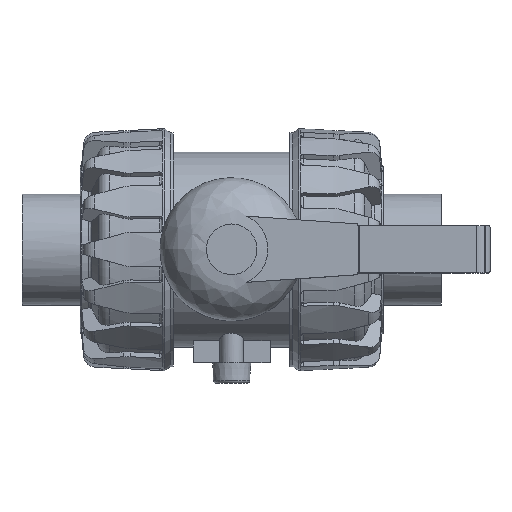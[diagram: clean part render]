
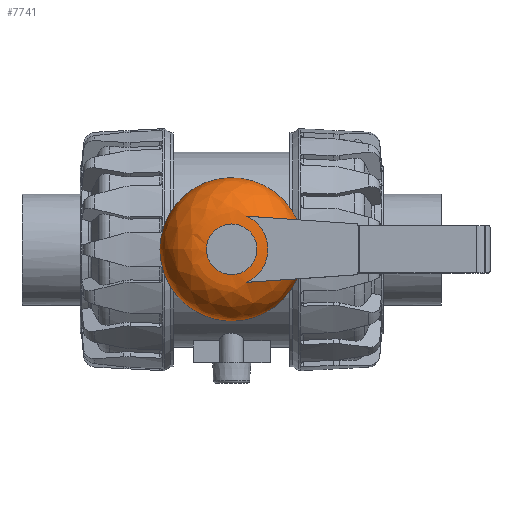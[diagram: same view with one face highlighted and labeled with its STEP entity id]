
A CAD part, top view. The second image highlights one B-rep face of the part: STEP entity #7741.
In plain terms, the highlighted free-form (B-spline) face has degree [2, 2] with [3, 9] control points.
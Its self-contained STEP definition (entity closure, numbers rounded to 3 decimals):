
#34=(
BOUNDED_CURVE()
B_SPLINE_CURVE(2,(#16859,#16860,#16861),.UNSPECIFIED.,.F.,.F.)
B_SPLINE_CURVE_WITH_KNOTS((3,3),(-1.571,0.),
 .UNSPECIFIED.)
CURVE()
GEOMETRIC_REPRESENTATION_ITEM()
RATIONAL_B_SPLINE_CURVE((1.,0.707,1.))
REPRESENTATION_ITEM($)
);
#47=(
BOUNDED_SURFACE()
B_SPLINE_SURFACE(2,2,((#16828,#16829,#16830,#16831,#16832,#16833,#16834,
#16835,#16836),(#16837,#16838,#16839,#16840,#16841,#16842,#16843,#16844,
#16845),(#16846,#16847,#16848,#16849,#16850,#16851,#16852,#16853,#16854)),
 .UNSPECIFIED.,.F.,.T.,.F.)
B_SPLINE_SURFACE_WITH_KNOTS((3,3),(3,2,2,2,3),(0.,1.571),
(-3.142,-1.571,0.,1.571,3.142),
 .UNSPECIFIED.)
GEOMETRIC_REPRESENTATION_ITEM()
RATIONAL_B_SPLINE_SURFACE(((1.,0.707,1.,0.707,1.,
0.707,1.,0.707,1.),(0.707,0.5,0.707,
0.5,0.707,0.5,0.707,0.5,0.707),(1.,
0.707,1.,0.707,1.,0.707,1.,0.707,
1.)))
REPRESENTATION_ITEM($)
SURFACE()
);
#1227=B_SPLINE_CURVE_WITH_KNOTS($,3,(#16865,#16866,#16867,#16868,#16869,
#16870,#16871,#16872,#16873,#16874,#16875,#16876,#16877,#16878,#16879,#16880,
#16881,#16882,#16883,#16884),.UNSPECIFIED.,.F.,.F.,(4,2,2,2,2,2,2,2,2,4),
(-10.381,-9.917,-9.278,-8.64,
-8.078,-7.516,-7.025,-6.535,
-6.065,-5.596),.UNSPECIFIED.);
#1228=B_SPLINE_CURVE_WITH_KNOTS($,3,(#16888,#16889,#16890,#16891,#16892,
#16893,#16894,#16895,#16896,#16897,#16898,#16899,#16900,#16901,#16902,#16903,
#16904,#16905,#16906,#16907),.UNSPECIFIED.,.F.,.F.,(4,2,2,2,2,2,2,2,2,4),
(-16.789,-16.32,-15.851,-15.361,
-14.87,-14.308,-13.745,-13.107,
-12.469,-12.004),.UNSPECIFIED.);
#2021=FACE_OUTER_BOUND($,#2491,.T.);
#2491=EDGE_LOOP($,(#7072,#7073,#7074,#7075,#7076,#7077,#7078,#7079,#7080));
#2850=CIRCLE($,#8618,17.14);
#2851=CIRCLE($,#8619,48.54);
#2852=CIRCLE($,#8620,24.562);
#2853=CIRCLE($,#8621,48.54);
#2854=CIRCLE($,#8622,17.14);
#3606=VERTEX_POINT($,#16855);
#3607=VERTEX_POINT($,#16856);
#3608=VERTEX_POINT($,#16858);
#3609=VERTEX_POINT($,#16862);
#3610=VERTEX_POINT($,#16864);
#3611=VERTEX_POINT($,#16885);
#3612=VERTEX_POINT($,#16887);
#4770=EDGE_CURVE($,#3606,#3607,#2850,.T.);
#4771=EDGE_CURVE($,#3607,#3608,#34,.T.);
#4772=EDGE_CURVE($,#3609,#3608,#2851,.T.);
#4773=EDGE_CURVE($,#3610,#3609,#1227,.T.);
#4774=EDGE_CURVE($,#3611,#3610,#2852,.T.);
#4775=EDGE_CURVE($,#3612,#3611,#1228,.T.);
#4776=EDGE_CURVE($,#3608,#3612,#2853,.T.);
#4777=EDGE_CURVE($,#3607,#3606,#2854,.T.);
#7072=ORIENTED_EDGE($,*,*,#4770,.T.);
#7073=ORIENTED_EDGE($,*,*,#4771,.T.);
#7074=ORIENTED_EDGE($,*,*,#4772,.F.);
#7075=ORIENTED_EDGE($,*,*,#4773,.F.);
#7076=ORIENTED_EDGE($,*,*,#4774,.F.);
#7077=ORIENTED_EDGE($,*,*,#4775,.F.);
#7078=ORIENTED_EDGE($,*,*,#4776,.F.);
#7079=ORIENTED_EDGE($,*,*,#4771,.F.);
#7080=ORIENTED_EDGE($,*,*,#4777,.T.);
#7741=ADVANCED_FACE($,(#2021),#47,.F.);
#8618=AXIS2_PLACEMENT_3D($,#16857,#10671,#10672);
#8619=AXIS2_PLACEMENT_3D($,#16863,#10673,#10674);
#8620=AXIS2_PLACEMENT_3D($,#16886,#10675,#10676);
#8621=AXIS2_PLACEMENT_3D($,#16908,#10677,#10678);
#8622=AXIS2_PLACEMENT_3D($,#16909,#10679,#10680);
#10671=DIRECTION('center_axis',(0.,0.,-1.));
#10672=DIRECTION('ref_axis',(-1.,0.,0.));
#10673=DIRECTION('center_axis',(0.,0.,-1.));
#10674=DIRECTION('ref_axis',(-1.,0.,0.));
#10675=DIRECTION('center_axis',(0.,0.,-1.));
#10676=DIRECTION('ref_axis',(-1.,0.,0.));
#10677=DIRECTION('center_axis',(0.,0.,-1.));
#10678=DIRECTION('ref_axis',(-1.,0.,0.));
#10679=DIRECTION('center_axis',(0.,0.,-1.));
#10680=DIRECTION('ref_axis',(-1.,0.,0.));
#16828=CARTESIAN_POINT('Ctrl Pts',(-48.54,0.,
13.98));
#16829=CARTESIAN_POINT('Ctrl Pts',(-48.54,-48.54,13.98));
#16830=CARTESIAN_POINT('Ctrl Pts',(0.,-48.54,
13.98));
#16831=CARTESIAN_POINT('Ctrl Pts',(48.54,-48.54,13.98));
#16832=CARTESIAN_POINT('Ctrl Pts',(48.54,0.,
13.98));
#16833=CARTESIAN_POINT('Ctrl Pts',(48.54,48.54,13.98));
#16834=CARTESIAN_POINT('Ctrl Pts',(0.,48.54,
13.98));
#16835=CARTESIAN_POINT('Ctrl Pts',(-48.54,48.54,13.98));
#16836=CARTESIAN_POINT('Ctrl Pts',(-48.54,0.,
13.98));
#16837=CARTESIAN_POINT('Ctrl Pts',(-48.54,0.,
45.38));
#16838=CARTESIAN_POINT('Ctrl Pts',(-48.54,-48.54,45.38));
#16839=CARTESIAN_POINT('Ctrl Pts',(0.,-48.54,
45.38));
#16840=CARTESIAN_POINT('Ctrl Pts',(48.54,-48.54,45.38));
#16841=CARTESIAN_POINT('Ctrl Pts',(48.54,0.,
45.38));
#16842=CARTESIAN_POINT('Ctrl Pts',(48.54,48.54,45.38));
#16843=CARTESIAN_POINT('Ctrl Pts',(0.,48.54,
45.38));
#16844=CARTESIAN_POINT('Ctrl Pts',(-48.54,48.54,45.38));
#16845=CARTESIAN_POINT('Ctrl Pts',(-48.54,0.,
45.38));
#16846=CARTESIAN_POINT('Ctrl Pts',(-17.14,0.,
45.38));
#16847=CARTESIAN_POINT('Ctrl Pts',(-17.14,-17.14,45.38));
#16848=CARTESIAN_POINT('Ctrl Pts',(0.,-17.14,
45.38));
#16849=CARTESIAN_POINT('Ctrl Pts',(17.14,-17.14,45.38));
#16850=CARTESIAN_POINT('Ctrl Pts',(17.14,0.,
45.38));
#16851=CARTESIAN_POINT('Ctrl Pts',(17.14,17.14,45.38));
#16852=CARTESIAN_POINT('Ctrl Pts',(0.,17.14,
45.38));
#16853=CARTESIAN_POINT('Ctrl Pts',(-17.14,17.14,45.38));
#16854=CARTESIAN_POINT('Ctrl Pts',(-17.14,0.,
45.38));
#16855=CARTESIAN_POINT('',(17.14,0.,45.38));
#16856=CARTESIAN_POINT('',(-17.14,0.,45.38));
#16857=CARTESIAN_POINT('Origin',(0.,0.,45.38));
#16858=CARTESIAN_POINT('',(-48.54,0.,13.98));
#16859=CARTESIAN_POINT('Ctrl Pts',(-17.14,0.,
45.38));
#16860=CARTESIAN_POINT('Ctrl Pts',(-48.54,0.,
45.38));
#16861=CARTESIAN_POINT('Ctrl Pts',(-48.54,0.,
13.98));
#16862=CARTESIAN_POINT('',(44.209,-20.041,13.98));
#16863=CARTESIAN_POINT('Origin',(0.,0.,13.98));
#16864=CARTESIAN_POINT('',(10.058,-22.408,44.49));
#16865=CARTESIAN_POINT('Ctrl Pts',(10.058,-22.408,44.49));
#16866=CARTESIAN_POINT('Ctrl Pts',(11.719,-22.293,44.35));
#16867=CARTESIAN_POINT('Ctrl Pts',(13.389,-22.177,44.156));
#16868=CARTESIAN_POINT('Ctrl Pts',(17.313,-21.905,43.521));
#16869=CARTESIAN_POINT('Ctrl Pts',(19.552,-21.75,43.013));
#16870=CARTESIAN_POINT('Ctrl Pts',(23.831,-21.453,41.672));
#16871=CARTESIAN_POINT('Ctrl Pts',(25.871,-21.312,40.839));
#16872=CARTESIAN_POINT('Ctrl Pts',(29.419,-21.066,39.004));
#16873=CARTESIAN_POINT('Ctrl Pts',(31.164,-20.945,37.921));
#16874=CARTESIAN_POINT('Ctrl Pts',(34.398,-20.721,35.426));
#16875=CARTESIAN_POINT('Ctrl Pts',(35.886,-20.618,34.013));
#16876=CARTESIAN_POINT('Ctrl Pts',(38.195,-20.458,31.375));
#16877=CARTESIAN_POINT('Ctrl Pts',(39.265,-20.384,29.936));
#16878=CARTESIAN_POINT('Ctrl Pts',(41.102,-20.257,26.878));
#16879=CARTESIAN_POINT('Ctrl Pts',(41.87,-20.203,25.258));
#16880=CARTESIAN_POINT('Ctrl Pts',(42.99,-20.126,22.263));
#16881=CARTESIAN_POINT('Ctrl Pts',(43.458,-20.093,20.613));
#16882=CARTESIAN_POINT('Ctrl Pts',(44.068,-20.051,17.253));
#16883=CARTESIAN_POINT('Ctrl Pts',(44.209,-20.041,15.543));
#16884=CARTESIAN_POINT('Ctrl Pts',(44.209,-20.041,13.98));
#16885=CARTESIAN_POINT('',(10.058,22.408,44.49));
#16886=CARTESIAN_POINT('Origin',(0.,0.,44.49));
#16887=CARTESIAN_POINT('',(44.209,20.041,13.98));
#16888=CARTESIAN_POINT('Ctrl Pts',(44.209,20.041,13.98));
#16889=CARTESIAN_POINT('Ctrl Pts',(44.209,20.041,15.543));
#16890=CARTESIAN_POINT('Ctrl Pts',(44.068,20.051,17.253));
#16891=CARTESIAN_POINT('Ctrl Pts',(43.458,20.093,20.613));
#16892=CARTESIAN_POINT('Ctrl Pts',(42.99,20.126,22.263));
#16893=CARTESIAN_POINT('Ctrl Pts',(41.87,20.203,25.258));
#16894=CARTESIAN_POINT('Ctrl Pts',(41.102,20.257,26.878));
#16895=CARTESIAN_POINT('Ctrl Pts',(39.265,20.384,29.936));
#16896=CARTESIAN_POINT('Ctrl Pts',(38.195,20.458,31.375));
#16897=CARTESIAN_POINT('Ctrl Pts',(35.886,20.618,34.013));
#16898=CARTESIAN_POINT('Ctrl Pts',(34.398,20.721,35.426));
#16899=CARTESIAN_POINT('Ctrl Pts',(31.164,20.945,37.921));
#16900=CARTESIAN_POINT('Ctrl Pts',(29.419,21.066,39.004));
#16901=CARTESIAN_POINT('Ctrl Pts',(25.871,21.312,40.839));
#16902=CARTESIAN_POINT('Ctrl Pts',(23.831,21.453,41.672));
#16903=CARTESIAN_POINT('Ctrl Pts',(19.552,21.75,43.013));
#16904=CARTESIAN_POINT('Ctrl Pts',(17.313,21.905,43.521));
#16905=CARTESIAN_POINT('Ctrl Pts',(13.389,22.177,44.156));
#16906=CARTESIAN_POINT('Ctrl Pts',(11.719,22.293,44.35));
#16907=CARTESIAN_POINT('Ctrl Pts',(10.058,22.408,44.49));
#16908=CARTESIAN_POINT('Origin',(0.,0.,13.98));
#16909=CARTESIAN_POINT('Origin',(0.,0.,45.38));
